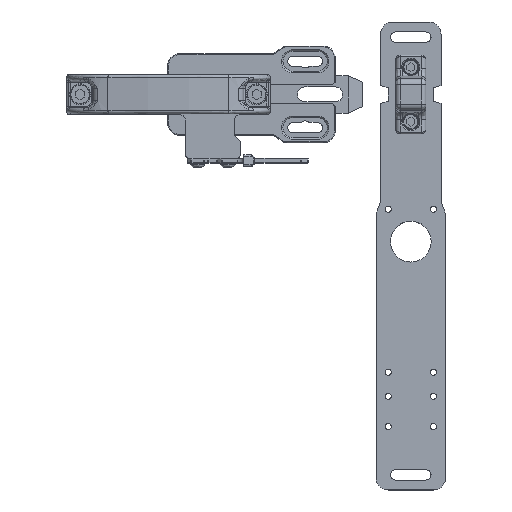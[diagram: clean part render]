
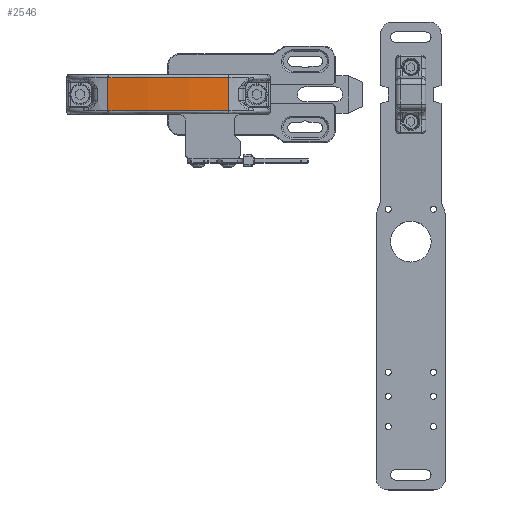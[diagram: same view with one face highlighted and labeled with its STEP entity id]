
A CAD part, top view. The second image highlights one B-rep face of the part: STEP entity #2546.
In plain terms, the highlighted cylindrical face has radius 254.194 mm (diameter 508.389 mm), a partial arc.
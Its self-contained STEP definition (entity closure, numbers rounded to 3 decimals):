
#750 = FACE_OUTER_BOUND ( 'NONE', #8355, .T. ) ;
#2401 = CARTESIAN_POINT ( 'NONE',  ( -160.6, 251., -175.394 ) ) ;
#2541 = AXIS2_PLACEMENT_3D ( 'NONE', #23669, #4242, #13808 ) ;
#2546 = ADVANCED_FACE ( 'NONE', ( #750 ), #10300, .T. ) ;
#2862 = DIRECTION ( 'NONE',  ( 0., 1., 0. ) ) ;
#3095 = CARTESIAN_POINT ( 'NONE',  ( -160.6, 275., -175.394 ) ) ;
#3314 = EDGE_CURVE ( 'NONE', #27602, #20884, #13876, .T. ) ;
#4242 = DIRECTION ( 'NONE',  ( 0., -1., 0. ) ) ;
#6850 = AXIS2_PLACEMENT_3D ( 'NONE', #3095, #10147, #29289 ) ;
#7109 = CARTESIAN_POINT ( 'NONE',  ( -120.6, 275., 75.633 ) ) ;
#7544 = EDGE_CURVE ( 'NONE', #18680, #27602, #8775, .T. ) ;
#8355 = EDGE_LOOP ( 'NONE', ( #8836, #16759, #22505, #25103 ) ) ;
#8775 = LINE ( 'NONE', #18325, #11577 ) ;
#8836 = ORIENTED_EDGE ( 'NONE', *, *, #15975, .T. ) ;
#10147 = DIRECTION ( 'NONE',  ( 0., -1., 0. ) ) ;
#10300 = CYLINDRICAL_SURFACE ( 'NONE', #6850, 254.194 ) ;
#11457 = DIRECTION ( 'NONE',  ( 0., -1., 0. ) ) ;
#11577 = VECTOR ( 'NONE', #11457, 1000. ) ;
#11968 = DIRECTION ( 'NONE',  ( 1., 0., 0. ) ) ;
#13726 = CARTESIAN_POINT ( 'NONE',  ( -120.6, 273., 75.633 ) ) ;
#13808 = DIRECTION ( 'NONE',  ( 1., 0., 0. ) ) ;
#13876 = CIRCLE ( 'NONE', #15354, 254.194 ) ;
#14086 = CARTESIAN_POINT ( 'NONE',  ( -200.6, 251., 75.633 ) ) ;
#14525 = CARTESIAN_POINT ( 'NONE',  ( -200.6, 273., 75.633 ) ) ;
#15354 = AXIS2_PLACEMENT_3D ( 'NONE', #2401, #2862, #11968 ) ;
#15975 = EDGE_CURVE ( 'NONE', #20884, #21257, #21353, .T. ) ;
#16759 = ORIENTED_EDGE ( 'NONE', *, *, #22566, .T. ) ;
#17850 = CARTESIAN_POINT ( 'NONE',  ( -120.6, 251., 75.633 ) ) ;
#18325 = CARTESIAN_POINT ( 'NONE',  ( -200.6, 275., 75.633 ) ) ;
#18680 = VERTEX_POINT ( 'NONE', #14525 ) ;
#19546 = CIRCLE ( 'NONE', #2541, 254.194 ) ;
#20884 = VERTEX_POINT ( 'NONE', #17850 ) ;
#21257 = VERTEX_POINT ( 'NONE', #13726 ) ;
#21353 = LINE ( 'NONE', #7109, #21936 ) ;
#21936 = VECTOR ( 'NONE', #28591, 1000. ) ;
#22505 = ORIENTED_EDGE ( 'NONE', *, *, #7544, .T. ) ;
#22566 = EDGE_CURVE ( 'NONE', #21257, #18680, #19546, .T. ) ;
#23669 = CARTESIAN_POINT ( 'NONE',  ( -160.6, 273., -175.394 ) ) ;
#25103 = ORIENTED_EDGE ( 'NONE', *, *, #3314, .T. ) ;
#27602 = VERTEX_POINT ( 'NONE', #14086 ) ;
#28591 = DIRECTION ( 'NONE',  ( 0., 1., 0. ) ) ;
#29289 = DIRECTION ( 'NONE',  ( 1., 0., 0. ) ) ;
